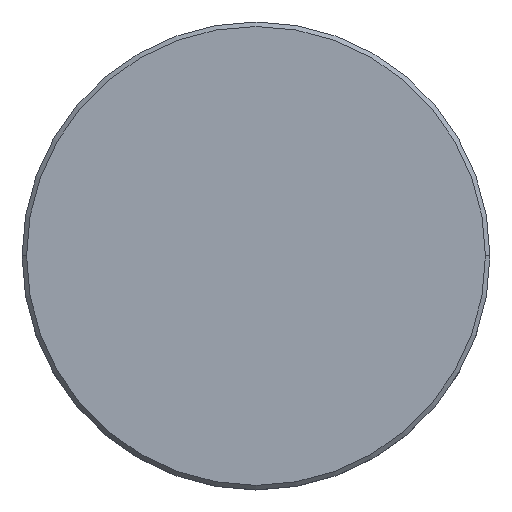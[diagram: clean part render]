
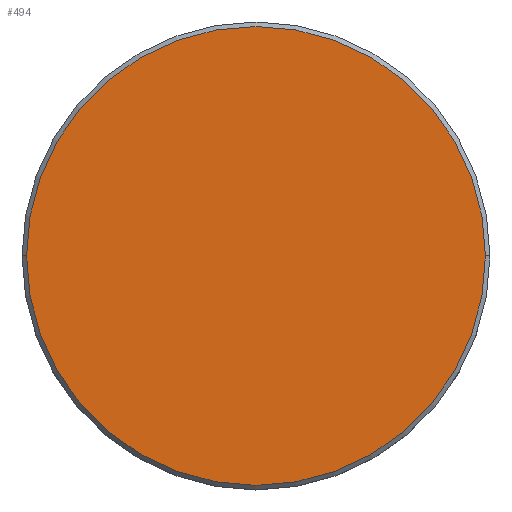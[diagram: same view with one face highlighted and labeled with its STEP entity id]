
A CAD part, top view. The second image highlights one B-rep face of the part: STEP entity #494.
In plain terms, the highlighted planar face has unit normal (0, 0, 1).
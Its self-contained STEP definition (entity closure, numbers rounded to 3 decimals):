
#6 = CARTESIAN_POINT ( 'NONE',  ( -25.5, 0., 0. ) ) ;
#100 = CARTESIAN_POINT ( 'NONE',  ( 0., 0., 0. ) ) ;
#107 = FACE_OUTER_BOUND ( 'NONE', #348, .T. ) ;
#123 = CARTESIAN_POINT ( 'NONE',  ( 0., 0., 0. ) ) ;
#151 = DIRECTION ( 'NONE',  ( 1., 0., 0. ) ) ;
#177 = DIRECTION ( 'NONE',  ( 1., 0., 0. ) ) ;
#244 = AXIS2_PLACEMENT_3D ( 'NONE', #100, #1102, #177 ) ;
#348 = EDGE_LOOP ( 'NONE', ( #740, #1158 ) ) ;
#397 = VERTEX_POINT ( 'NONE', #6 ) ;
#446 = EDGE_CURVE ( 'NONE', #449, #397, #901, .T. ) ;
#449 = VERTEX_POINT ( 'NONE', #736 ) ;
#474 = AXIS2_PLACEMENT_3D ( 'NONE', #123, #693, #151 ) ;
#494 = ADVANCED_FACE ( 'NONE', ( #107 ), #953, .T. ) ;
#606 = AXIS2_PLACEMENT_3D ( 'NONE', #1115, #816, #830 ) ;
#693 = DIRECTION ( 'NONE',  ( 0., 0., 1. ) ) ;
#736 = CARTESIAN_POINT ( 'NONE',  ( 25.5, 0., 0. ) ) ;
#740 = ORIENTED_EDGE ( 'NONE', *, *, #1139, .T. ) ;
#816 = DIRECTION ( 'NONE',  ( 0., 0., 1. ) ) ;
#824 = CIRCLE ( 'NONE', #244, 25.5 ) ;
#830 = DIRECTION ( 'NONE',  ( 1., 0., 0. ) ) ;
#901 = CIRCLE ( 'NONE', #606, 25.5 ) ;
#953 = PLANE ( 'NONE',  #474 ) ;
#1102 = DIRECTION ( 'NONE',  ( 0., 0., 1. ) ) ;
#1115 = CARTESIAN_POINT ( 'NONE',  ( 0., 0., 0. ) ) ;
#1139 = EDGE_CURVE ( 'NONE', #397, #449, #824, .T. ) ;
#1158 = ORIENTED_EDGE ( 'NONE', *, *, #446, .T. ) ;
